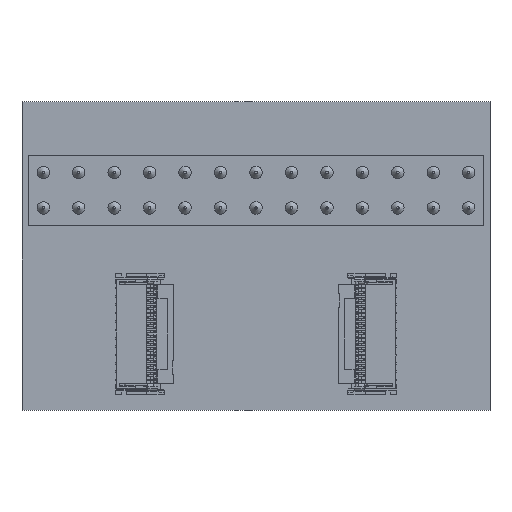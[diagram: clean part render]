
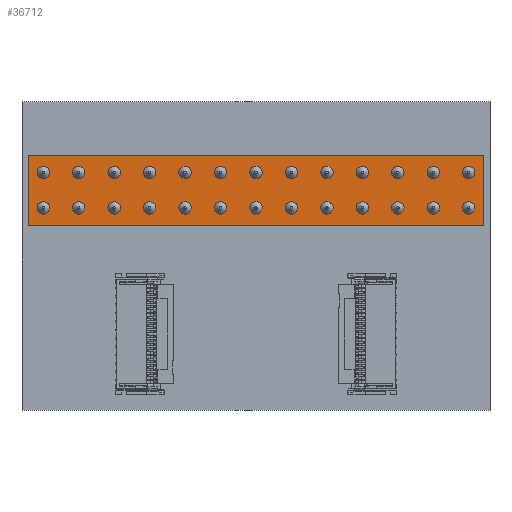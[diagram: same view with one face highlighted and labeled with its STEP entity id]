
A CAD part, top view. The second image highlights one B-rep face of the part: STEP entity #36712.
In plain terms, the highlighted planar face has unit normal (0, 0, 1).
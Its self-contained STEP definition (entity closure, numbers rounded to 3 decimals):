
#36583 = VERTEX_POINT('',#36584);
#36584 = CARTESIAN_POINT('',(0.,0.,2.362));
#36599 = VERTEX_POINT('',#36600);
#36600 = CARTESIAN_POINT('',(0.,5.057,2.362));
#36606 = EDGE_CURVE('',#36583,#36599,#36607,.T.);
#36607 = LINE('',#36608,#36609);
#36608 = CARTESIAN_POINT('',(0.,0.,2.362));
#36609 = VECTOR('',#36610,1.);
#36610 = DIRECTION('',(0.,1.,0.));
#36623 = VERTEX_POINT('',#36624);
#36624 = CARTESIAN_POINT('',(32.614,0.,2.362));
#36639 = VERTEX_POINT('',#36640);
#36640 = CARTESIAN_POINT('',(32.614,5.057,2.362));
#36646 = EDGE_CURVE('',#36623,#36639,#36647,.T.);
#36647 = LINE('',#36648,#36649);
#36648 = CARTESIAN_POINT('',(32.614,0.,2.362));
#36649 = VECTOR('',#36650,1.);
#36650 = DIRECTION('',(0.,1.,0.));
#36667 = EDGE_CURVE('',#36583,#36623,#36668,.T.);
#36668 = LINE('',#36669,#36670);
#36669 = CARTESIAN_POINT('',(0.,0.,2.362));
#36670 = VECTOR('',#36671,1.);
#36671 = DIRECTION('',(1.,0.,0.));
#36689 = EDGE_CURVE('',#36599,#36639,#36690,.T.);
#36690 = LINE('',#36691,#36692);
#36691 = CARTESIAN_POINT('',(0.,5.057,2.362));
#36692 = VECTOR('',#36693,1.);
#36693 = DIRECTION('',(1.,0.,0.));
#36712 = ADVANCED_FACE('',(#36713),#36719,.T.);
#36713 = FACE_BOUND('',#36714,.T.);
#36714 = EDGE_LOOP('',(#36715,#36716,#36717,#36718));
#36715 = ORIENTED_EDGE('',*,*,#36606,.F.);
#36716 = ORIENTED_EDGE('',*,*,#36667,.T.);
#36717 = ORIENTED_EDGE('',*,*,#36646,.T.);
#36718 = ORIENTED_EDGE('',*,*,#36689,.F.);
#36719 = PLANE('',#36720);
#36720 = AXIS2_PLACEMENT_3D('',#36721,#36722,#36723);
#36721 = CARTESIAN_POINT('',(0.,0.,2.362));
#36722 = DIRECTION('',(0.,0.,1.));
#36723 = DIRECTION('',(1.,0.,0.));
